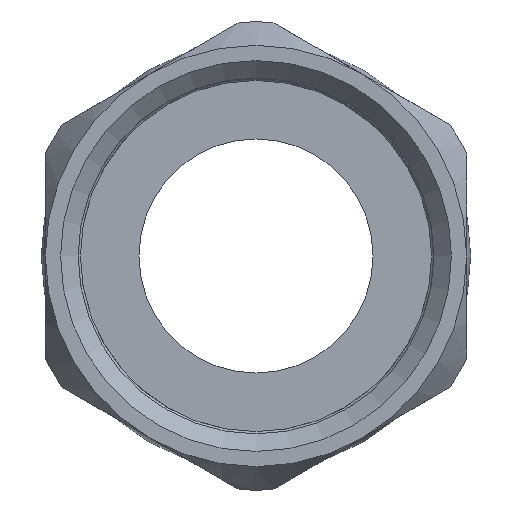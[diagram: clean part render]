
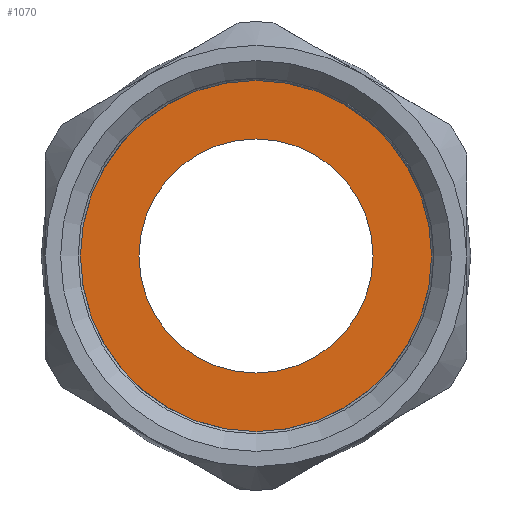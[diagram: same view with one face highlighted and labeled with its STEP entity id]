
A CAD part, left-side view. The second image highlights one B-rep face of the part: STEP entity #1070.
In plain terms, the highlighted planar face has unit normal (-1, 0, 0).
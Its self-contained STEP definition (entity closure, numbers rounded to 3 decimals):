
#41=FACE_BOUND('',#248,.T.);
#48=PLANE('',#1207);
#183=FACE_OUTER_BOUND('',#247,.T.);
#247=EDGE_LOOP('',(#813,#814));
#248=EDGE_LOOP('',(#815,#816));
#353=CIRCLE('',#1208,15.);
#354=CIRCLE('',#1209,15.);
#355=CIRCLE('',#1210,10.);
#356=CIRCLE('',#1211,10.);
#460=VERTEX_POINT('',#1828);
#461=VERTEX_POINT('',#1829);
#462=VERTEX_POINT('',#1832);
#463=VERTEX_POINT('',#1833);
#591=EDGE_CURVE('',#460,#461,#353,.T.);
#592=EDGE_CURVE('',#461,#460,#354,.T.);
#593=EDGE_CURVE('',#462,#463,#355,.T.);
#594=EDGE_CURVE('',#463,#462,#356,.T.);
#813=ORIENTED_EDGE('',*,*,#591,.F.);
#814=ORIENTED_EDGE('',*,*,#592,.F.);
#815=ORIENTED_EDGE('',*,*,#593,.T.);
#816=ORIENTED_EDGE('',*,*,#594,.T.);
#1070=ADVANCED_FACE('',(#183,#41),#48,.T.);
#1207=AXIS2_PLACEMENT_3D('',#1827,#1463,#1464);
#1208=AXIS2_PLACEMENT_3D('',#1830,#1465,#1466);
#1209=AXIS2_PLACEMENT_3D('',#1831,#1467,#1468);
#1210=AXIS2_PLACEMENT_3D('',#1834,#1469,#1470);
#1211=AXIS2_PLACEMENT_3D('',#1835,#1471,#1472);
#1463=DIRECTION('center_axis',(-1.,0.,0.));
#1464=DIRECTION('ref_axis',(0.,0.,
1.));
#1465=DIRECTION('center_axis',(1.,0.,0.));
#1466=DIRECTION('ref_axis',(0.,0.,
-1.));
#1467=DIRECTION('center_axis',(1.,0.,0.));
#1468=DIRECTION('ref_axis',(0.,0.,
-1.));
#1469=DIRECTION('center_axis',(1.,0.,0.));
#1470=DIRECTION('ref_axis',(0.,0.,
-1.));
#1471=DIRECTION('center_axis',(1.,0.,0.));
#1472=DIRECTION('ref_axis',(0.,0.,
-1.));
#1827=CARTESIAN_POINT('Origin',(-45.,0.,-12.5));
#1828=CARTESIAN_POINT('',(-45.,0.,-15.));
#1829=CARTESIAN_POINT('',(-45.,0.,15.));
#1830=CARTESIAN_POINT('Origin',(-45.,0.,0.));
#1831=CARTESIAN_POINT('Origin',(-45.,0.,0.));
#1832=CARTESIAN_POINT('',(-45.,0.,-10.));
#1833=CARTESIAN_POINT('',(-45.,0.,10.));
#1834=CARTESIAN_POINT('Origin',(-45.,0.,0.));
#1835=CARTESIAN_POINT('Origin',(-45.,0.,0.));
